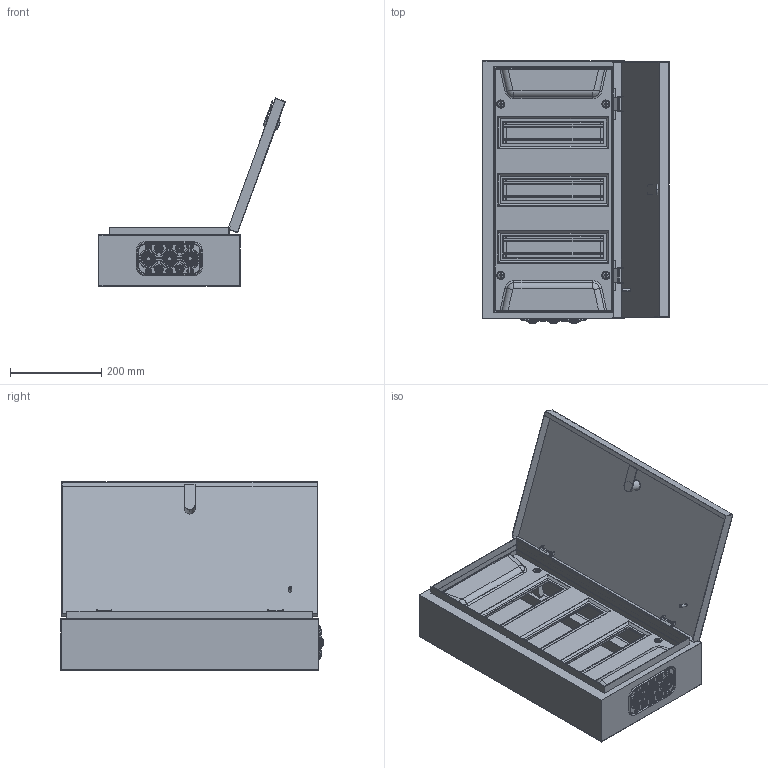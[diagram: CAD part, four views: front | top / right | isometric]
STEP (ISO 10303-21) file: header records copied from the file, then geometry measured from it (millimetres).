
FILE_DESCRIPTION (( 'STEP AP214' ), '1' );
FILE_NAME ('SHRN-36_Universal.STEP', '2016-10-11T08:41:19', ( 'user' ), ( '' ), 'SwSTEP 2.0', 'SolidWorks 2014', '' );
FILE_SCHEMA (( 'AUTOMOTIVE_DESIGN' ));
Length unit declared in the file: millimetre
Products named in the file (12): Dver_Universal_36; Support; SHRN-36_Universal; Kabel_vvod_├莪牀_0,8 ｬｬ; Klipsa; Obolochka_SHRN_Universal_36; Panel_36; Stoika Shin_‘â®©ª  ¤«ï è¨­; Stoika pan; Panel_ShRN-36; SC GOST 17473_gost_‚¨­â A.M5x10 ƒŽ‘’ 17473-80; DIN-Reika_18 ｢箘ｬ箘｢
Assembly tree (26 placements, depth 3):
  SHRN-36_Universal
    Obolochka_SHRN_Universal_36
    Dver_Universal_36
    DIN-Reika_18 ｢箘ｬ箘｢  x3
    Panel_36
      Panel_ShRN-36
      Klipsa  x4
      Stoika pan  x4
    SC GOST 17473_gost_‚¨­â A.M5x10 ƒŽ‘’ 17473-80  x6
    Stoika Shin_‘â®©ª  ¤«ï è¨­  x2
    Support  x2
    Kabel_vvod_├莪牀_0,8 ｬｬ
Bounding box: 409.21 x 574.75 x 412.05 mm (x, y, z)
Volume: 1126213.9 mm3; surface area: 1923430.2 mm2
Topology: 29 solids, 29 shells, 2540 faces, 5973 edges, 3608 vertices
Faces by surface type: plane 1039, cylinder 729, torus 520, bspline 146, cone 54, sphere 52
Entity records: 51738 total; most frequent: CARTESIAN_POINT 9812, DIRECTION 9425, ORIENTED_EDGE 8140, EDGE_CURVE 4070, AXIS2_PLACEMENT_3D 3744, VERTEX_POINT 2457, EDGE_LOOP 2009, CIRCLE 1975
